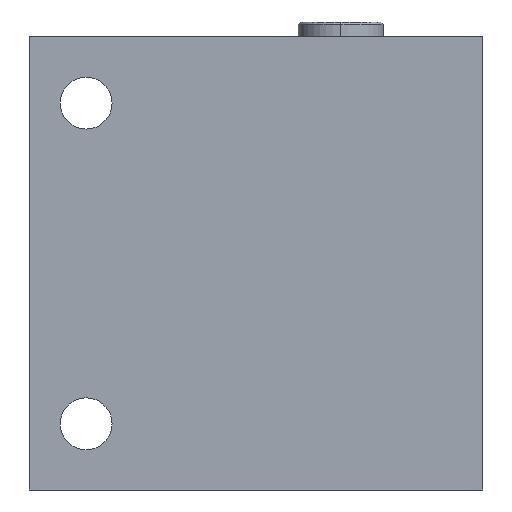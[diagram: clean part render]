
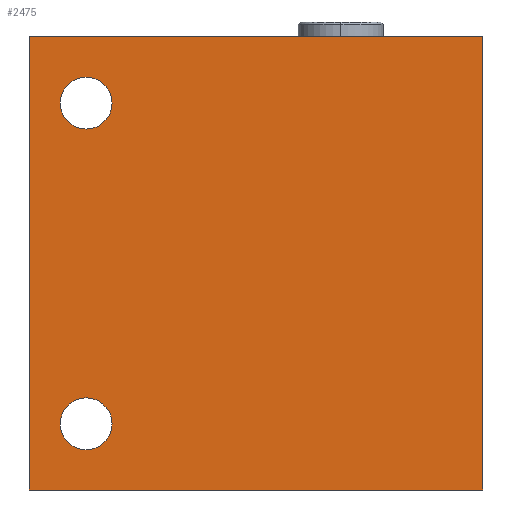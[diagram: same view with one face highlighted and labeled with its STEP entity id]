
A CAD part, left-side view. The second image highlights one B-rep face of the part: STEP entity #2475.
In plain terms, the highlighted planar face has unit normal (-1, 0, 0).
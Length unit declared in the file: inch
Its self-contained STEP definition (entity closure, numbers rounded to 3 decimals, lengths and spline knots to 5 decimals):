
#1=DIRECTION('',(0.,-1.,0.));
#2=VECTOR('',#1,3.);
#3=CARTESIAN_POINT('',(0.,0.,0.));
#4=LINE('',#3,#2);
#27=DIRECTION('',(0.,0.,1.));
#28=VECTOR('',#27,3.);
#29=CARTESIAN_POINT('',(0.,0.,0.));
#30=LINE('',#29,#28);
#31=CARTESIAN_POINT('',(0.,-0.375,0.438));
#32=DIRECTION('',(1.,0.,0.));
#33=DIRECTION('',(0.,0.,-1.));
#34=AXIS2_PLACEMENT_3D('',#31,#32,#33);
#36=CARTESIAN_POINT('',(0.,-0.375,0.438));
#37=DIRECTION('',(1.,0.,0.));
#38=DIRECTION('',(0.,0.,1.));
#39=AXIS2_PLACEMENT_3D('',#36,#37,#38);
#41=CARTESIAN_POINT('',(0.,-0.375,2.562));
#42=DIRECTION('',(1.,0.,0.));
#43=DIRECTION('',(0.,0.,-1.));
#44=AXIS2_PLACEMENT_3D('',#41,#42,#43);
#46=CARTESIAN_POINT('',(0.,-0.375,2.562));
#47=DIRECTION('',(1.,0.,0.));
#48=DIRECTION('',(0.,0.,1.));
#49=AXIS2_PLACEMENT_3D('',#46,#47,#48);
#89=DIRECTION('',(0.,0.,1.));
#90=VECTOR('',#89,3.);
#91=CARTESIAN_POINT('',(0.,-3.,0.));
#92=LINE('',#91,#90);
#113=DIRECTION('',(0.,-1.,0.));
#114=VECTOR('',#113,3.);
#115=CARTESIAN_POINT('',(0.,0.,3.));
#116=LINE('',#115,#114);
#2135=CARTESIAN_POINT('',(0.,0.,0.));
#2136=CARTESIAN_POINT('',(0.,-3.,0.));
#2137=VERTEX_POINT('',#2135);
#2138=VERTEX_POINT('',#2136);
#2143=CARTESIAN_POINT('',(0.,0.,3.));
#2144=CARTESIAN_POINT('',(0.,-3.,3.));
#2145=VERTEX_POINT('',#2143);
#2146=VERTEX_POINT('',#2144);
#2317=CARTESIAN_POINT('',(0.,-0.375,0.266));
#2318=CARTESIAN_POINT('',(0.,-0.375,0.61));
#2319=VERTEX_POINT('',#2317);
#2320=VERTEX_POINT('',#2318);
#2325=CARTESIAN_POINT('',(0.,-0.375,2.39));
#2326=CARTESIAN_POINT('',(0.,-0.375,2.734));
#2327=VERTEX_POINT('',#2325);
#2328=VERTEX_POINT('',#2326);
#2449=CARTESIAN_POINT('',(0.,0.,0.));
#2450=DIRECTION('',(-1.,0.,0.));
#2451=DIRECTION('',(0.,-1.,0.));
#2452=AXIS2_PLACEMENT_3D('',#2449,#2450,#2451);
#2453=PLANE('',#2452);
#2454=ORIENTED_EDGE('',*,*,#2432,.F.);
#2456=ORIENTED_EDGE('',*,*,#2455,.T.);
#2458=ORIENTED_EDGE('',*,*,#2457,.T.);
#2460=ORIENTED_EDGE('',*,*,#2459,.F.);
#2461=EDGE_LOOP('',(#2454,#2456,#2458,#2460));
#2462=FACE_OUTER_BOUND('',#2461,.F.);
#2464=ORIENTED_EDGE('',*,*,#2463,.F.);
#2466=ORIENTED_EDGE('',*,*,#2465,.F.);
#2467=EDGE_LOOP('',(#2464,#2466));
#2468=FACE_BOUND('',#2467,.F.);
#2470=ORIENTED_EDGE('',*,*,#2469,.F.);
#2472=ORIENTED_EDGE('',*,*,#2471,.F.);
#2473=EDGE_LOOP('',(#2470,#2472));
#2474=FACE_BOUND('',#2473,.F.);
#2475=ADVANCED_FACE('',(#2462,#2468,#2474),#2453,.T.);
#35=CIRCLE('',#34,0.172);
#40=CIRCLE('',#39,0.172);
#45=CIRCLE('',#44,0.172);
#50=CIRCLE('',#49,0.172);
#2432=EDGE_CURVE('',#2137,#2138,#4,.T.);
#2455=EDGE_CURVE('',#2137,#2145,#30,.T.);
#2457=EDGE_CURVE('',#2145,#2146,#116,.T.);
#2459=EDGE_CURVE('',#2138,#2146,#92,.T.);
#2463=EDGE_CURVE('',#2319,#2320,#35,.T.);
#2465=EDGE_CURVE('',#2320,#2319,#40,.T.);
#2469=EDGE_CURVE('',#2327,#2328,#45,.T.);
#2471=EDGE_CURVE('',#2328,#2327,#50,.T.);
